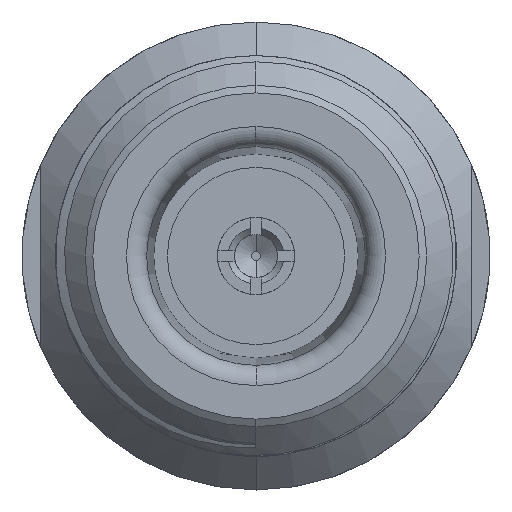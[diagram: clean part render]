
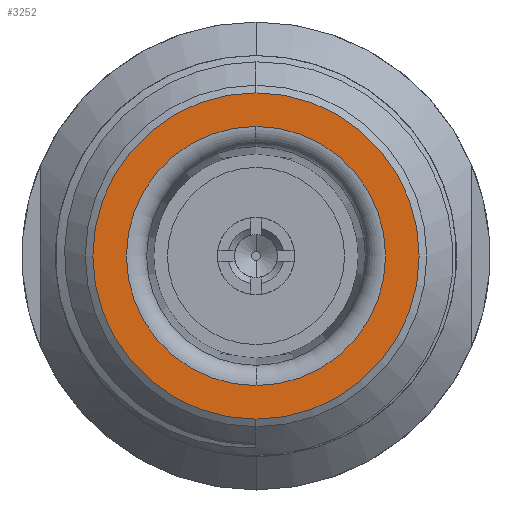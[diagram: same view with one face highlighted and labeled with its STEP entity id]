
A CAD part, left-side view. The second image highlights one B-rep face of the part: STEP entity #3252.
In plain terms, the highlighted planar face has unit normal (-1, 0, 0).
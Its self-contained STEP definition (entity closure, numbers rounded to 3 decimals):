
#1141=CARTESIAN_POINT('',(-17.9,0.,0.));
#1142=DIRECTION('',(1.,0.,0.));
#1143=DIRECTION('',(0.,0.,-1.));
#1144=AXIS2_PLACEMENT_3D('',#1141,#1142,#1143);
#1146=CARTESIAN_POINT('',(-17.9,0.,0.));
#1147=DIRECTION('',(1.,0.,0.));
#1148=DIRECTION('',(0.,0.,1.));
#1149=AXIS2_PLACEMENT_3D('',#1146,#1147,#1148);
#1151=CARTESIAN_POINT('',(-17.9,0.,0.));
#1152=DIRECTION('',(-1.,0.,0.));
#1153=DIRECTION('',(0.,0.,-1.));
#1154=AXIS2_PLACEMENT_3D('',#1151,#1152,#1153);
#1156=CARTESIAN_POINT('',(-17.9,0.,0.));
#1157=DIRECTION('',(-1.,0.,0.));
#1158=DIRECTION('',(0.,0.,1.));
#1159=AXIS2_PLACEMENT_3D('',#1156,#1157,#1158);
#1758=CARTESIAN_POINT('',(-17.9,0.,-5.123));
#1759=CARTESIAN_POINT('',(-17.9,0.,5.123));
#1760=VERTEX_POINT('',#1758);
#1761=VERTEX_POINT('',#1759);
#1896=CARTESIAN_POINT('',(-17.9,0.,-6.45));
#1897=CARTESIAN_POINT('',(-17.9,0.,6.45));
#1898=VERTEX_POINT('',#1896);
#1899=VERTEX_POINT('',#1897);
#3236=CARTESIAN_POINT('',(-17.9,0.,0.));
#3237=DIRECTION('',(1.,0.,0.));
#3238=DIRECTION('',(0.,0.,1.));
#3239=AXIS2_PLACEMENT_3D('',#3236,#3237,#3238);
#3240=PLANE('',#3239);
#3242=ORIENTED_EDGE('',*,*,#3241,.F.);
#3243=ORIENTED_EDGE('',*,*,#3226,.F.);
#3244=EDGE_LOOP('',(#3242,#3243));
#3245=FACE_OUTER_BOUND('',#3244,.F.);
#3247=ORIENTED_EDGE('',*,*,#3246,.F.);
#3249=ORIENTED_EDGE('',*,*,#3248,.F.);
#3250=EDGE_LOOP('',(#3247,#3249));
#3251=FACE_BOUND('',#3250,.F.);
#1145=CIRCLE('',#1144,5.123);
#1150=CIRCLE('',#1149,5.123);
#1155=CIRCLE('',#1154,6.45);
#1160=CIRCLE('',#1159,6.45);
#3226=EDGE_CURVE('',#1899,#1898,#1160,.T.);
#3241=EDGE_CURVE('',#1898,#1899,#1155,.T.);
#3246=EDGE_CURVE('',#1760,#1761,#1145,.T.);
#3248=EDGE_CURVE('',#1761,#1760,#1150,.T.);
#3252=ADVANCED_FACE('',(#3245,#3251),#3240,.F.);
